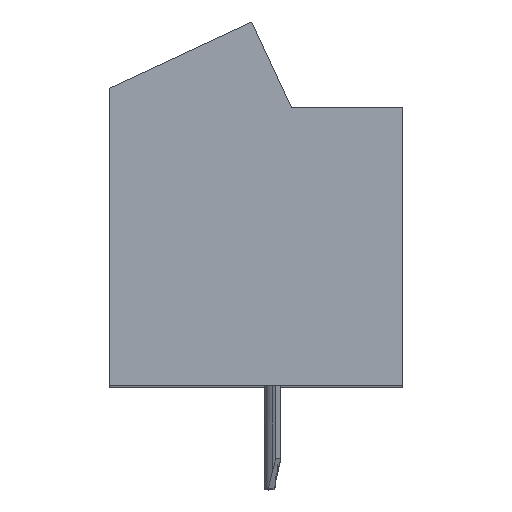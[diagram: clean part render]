
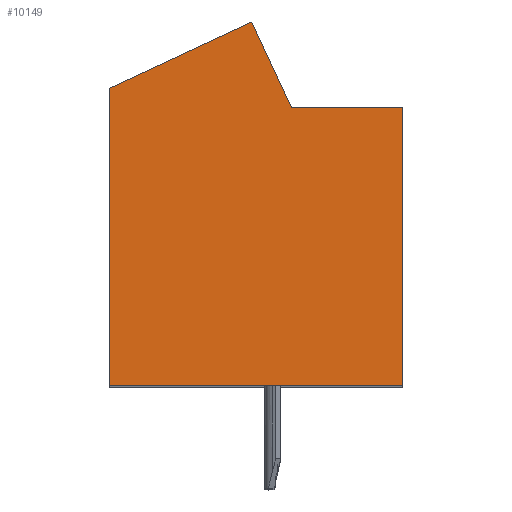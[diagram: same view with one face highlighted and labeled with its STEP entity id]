
A CAD part, top view. The second image highlights one B-rep face of the part: STEP entity #10149.
In plain terms, the highlighted planar face has unit normal (0, 0, 1).
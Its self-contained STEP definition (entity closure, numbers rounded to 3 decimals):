
#3557=DIRECTION('',(-1.,0.,0.));
#3558=VECTOR('',#3557,3.79);
#3559=CARTESIAN_POINT('',(5.002,3.3,36.75));
#3560=LINE('',#3559,#3558);
#3561=DIRECTION('',(0.,1.,0.));
#3562=VECTOR('',#3561,9.5);
#3563=CARTESIAN_POINT('',(5.002,-6.2,36.75));
#3564=LINE('',#3563,#3562);
#3565=DIRECTION('',(1.,0.,0.));
#3566=VECTOR('',#3565,10.);
#3567=CARTESIAN_POINT('',(-4.998,-6.2,36.75));
#3568=LINE('',#3567,#3566);
#3569=DIRECTION('',(0.,-1.,0.));
#3570=VECTOR('',#3569,10.135);
#3571=CARTESIAN_POINT('',(-4.998,3.935,36.75));
#3572=LINE('',#3571,#3570);
#3573=DIRECTION('',(-0.906,-0.423,0.));
#3574=VECTOR('',#3573,5.36);
#3575=CARTESIAN_POINT('',(-0.14,6.2,36.75));
#3576=LINE('',#3575,#3574);
#3577=DIRECTION('',(-0.423,0.906,0.));
#3578=VECTOR('',#3577,3.2);
#3579=CARTESIAN_POINT('',(1.212,3.3,36.75));
#3580=LINE('',#3579,#3578);
#4353=CARTESIAN_POINT('',(5.002,3.3,36.75));
#4354=CARTESIAN_POINT('',(1.212,3.3,36.75));
#4355=VERTEX_POINT('',#4353);
#4356=VERTEX_POINT('',#4354);
#4357=CARTESIAN_POINT('',(-0.14,6.2,36.75));
#4358=VERTEX_POINT('',#4357);
#4359=CARTESIAN_POINT('',(-4.998,3.935,36.75));
#4360=VERTEX_POINT('',#4359);
#4361=CARTESIAN_POINT('',(-4.998,-6.2,36.75));
#4362=VERTEX_POINT('',#4361);
#4363=CARTESIAN_POINT('',(5.002,-6.2,36.75));
#4364=VERTEX_POINT('',#4363);
#10136=CARTESIAN_POINT('',(0.,0.,36.75));
#10137=DIRECTION('',(0.,0.,1.));
#10138=DIRECTION('',(1.,0.,0.));
#10139=AXIS2_PLACEMENT_3D('',#10136,#10137,#10138);
#10140=PLANE('',#10139);
#10141=ORIENTED_EDGE('',*,*,#5582,.F.);
#10142=ORIENTED_EDGE('',*,*,#5597,.F.);
#10143=ORIENTED_EDGE('',*,*,#5611,.F.);
#10144=ORIENTED_EDGE('',*,*,#5776,.F.);
#10145=ORIENTED_EDGE('',*,*,#5957,.F.);
#10146=ORIENTED_EDGE('',*,*,#10130,.F.);
#10147=EDGE_LOOP('',(#10141,#10142,#10143,#10144,#10145,#10146));
#10148=FACE_OUTER_BOUND('',#10147,.F.);
#5582=EDGE_CURVE('',#4355,#4356,#3560,.T.);
#5597=EDGE_CURVE('',#4364,#4355,#3564,.T.);
#5611=EDGE_CURVE('',#4362,#4364,#3568,.T.);
#5776=EDGE_CURVE('',#4360,#4362,#3572,.T.);
#5957=EDGE_CURVE('',#4358,#4360,#3576,.T.);
#10130=EDGE_CURVE('',#4356,#4358,#3580,.T.);
#10149=ADVANCED_FACE('',(#10148),#10140,.T.);
